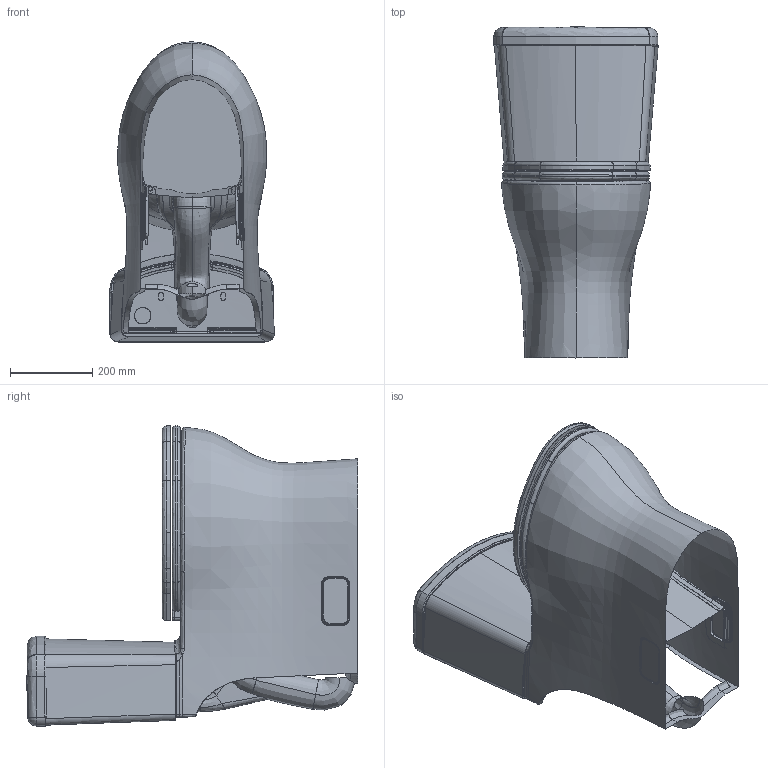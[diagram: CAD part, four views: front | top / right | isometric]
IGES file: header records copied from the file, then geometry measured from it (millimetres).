
Start section: SolidWorks IGES file using analytic representation for surfaces
Global section: file name: Stealth_SF_EB_N7747EB&N7747T.IGS; native system: SolidWorks 2015; preprocessor: SolidWorks 2015; author: David; date: 160826.152831; units: inch
Bounding box: 399.25 x 806.06 x 728.85 mm (x, y, z)
Surface area: 2311402.6 mm2 (no closed solid volume)
Topology: 0 solids, 0 shells, 700 faces, 9924 edges, 9918 vertices
Faces by surface type: bspline 562, revolution 138
